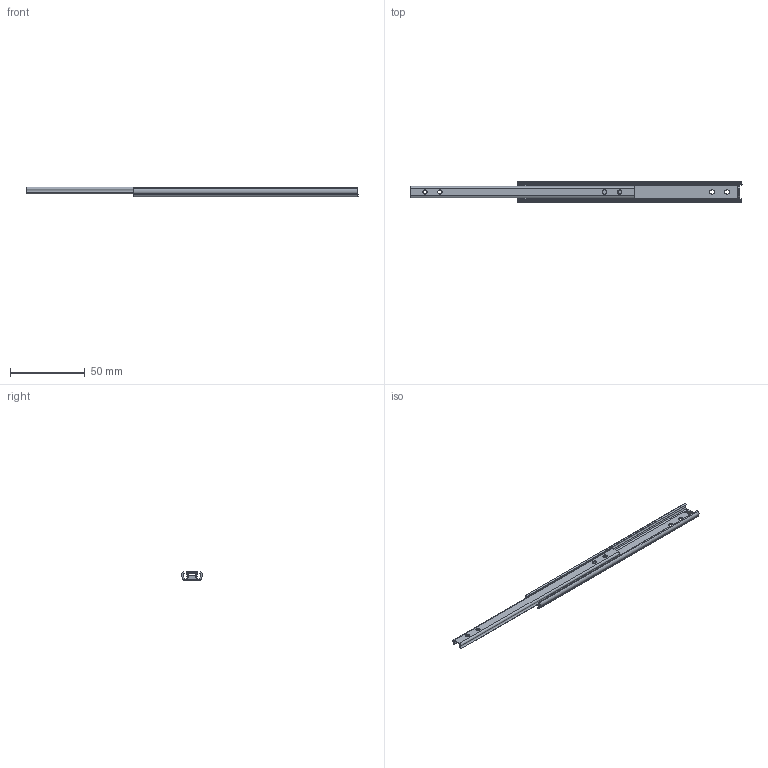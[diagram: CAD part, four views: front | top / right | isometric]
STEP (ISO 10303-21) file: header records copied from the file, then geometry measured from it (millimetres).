
FILE_DESCRIPTION (( 'STEP AP203' ), '1' );
FILE_NAME ('U1420-150.STEP', '2021-02-04T02:32:51', ( '' ), ( '' ), 'SwSTEP 2.0', 'SolidWorks 2019', '' );
FILE_SCHEMA (( 'CONFIG_CONTROL_DESIGN' ));
Length unit declared in the file: millimetre
Products named in the file (3): U1420-150; U1420-150 IM; U1420-150 OM
Assembly tree (2 placements, depth 2):
  U1420-150
    U1420-150 OM
    U1420-150 IM
Bounding box: 221.8 x 14 x 6.4 mm (x, y, z)
Volume: 4857.6 mm3; surface area: 11292.9 mm2
Topology: 2 solids, 2 shells, 161 faces, 449 edges, 294 vertices
Faces by surface type: cylinder 89, plane 56, torus 10, bspline 6
Entity records: 7366 total; most frequent: CARTESIAN_POINT 3027, ORIENTED_EDGE 898, DIRECTION 805, EDGE_CURVE 449, VERTEX_POINT 294, AXIS2_PLACEMENT_3D 292, LINE 221, VECTOR 221
